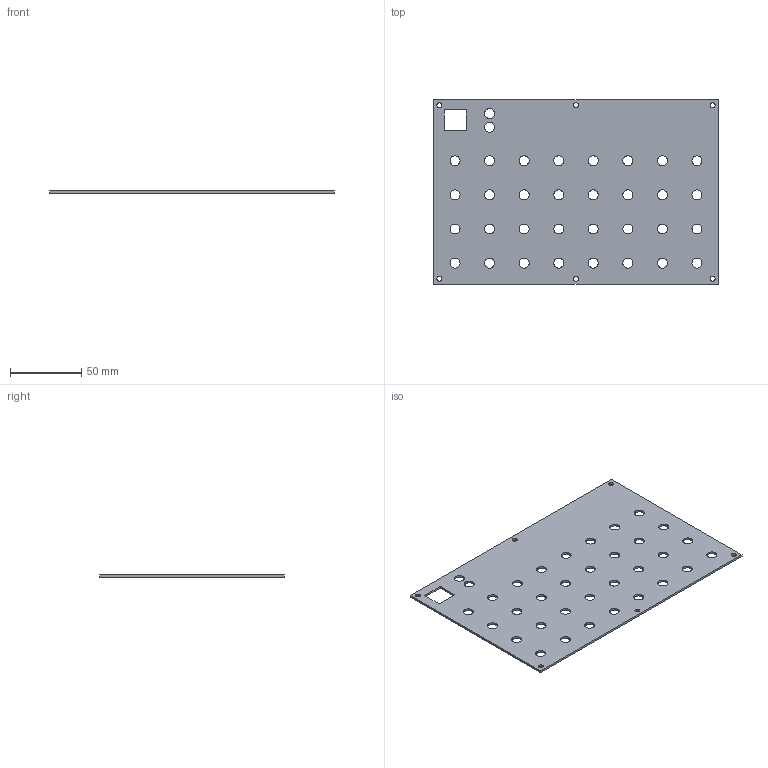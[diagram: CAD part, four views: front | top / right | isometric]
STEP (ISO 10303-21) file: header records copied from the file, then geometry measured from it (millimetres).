
FILE_DESCRIPTION(/* description */ (''),/* implementation_level */ '2;1');
FILE_NAME(/* name */ 'N32B-Aluminum-top-panel v3.step',/* time_stamp */ '2022-03-23T13:14:12+02:00',/* author */ (''),/* organization */ (''),/* preprocessor_version */ 'ST-DEVELOPER v18.1',/* originating_system */ 'Autodesk Translation Framework v10.13.0.1454',/* authorisation */ '');
FILE_SCHEMA (('AUTOMOTIVE_DESIGN { 1 0 10303 214 3 1 1 }'));
Length unit declared in the file: millimetre
Products named in the file (1): N32B-Aluminum-top-panel
Bounding box: 200 x 130 x 1.5 mm (x, y, z)
Volume: 36608.7 mm3; surface area: 51112.8 mm2
Topology: 1 solids, 1 shells, 50 faces, 144 edges, 96 vertices
Faces by surface type: cylinder 40, plane 10
Full cylindrical faces by diameter (mm): 3.5 x6, 7 x34
Entity records: 1892 total; most frequent: DIRECTION 326, CARTESIAN_POINT 291, ORIENTED_EDGE 288, EDGE_CURVE 144, EDGE_LOOP 132, AXIS2_PLACEMENT_3D 131, VERTEX_POINT 96, FACE_BOUND 82
